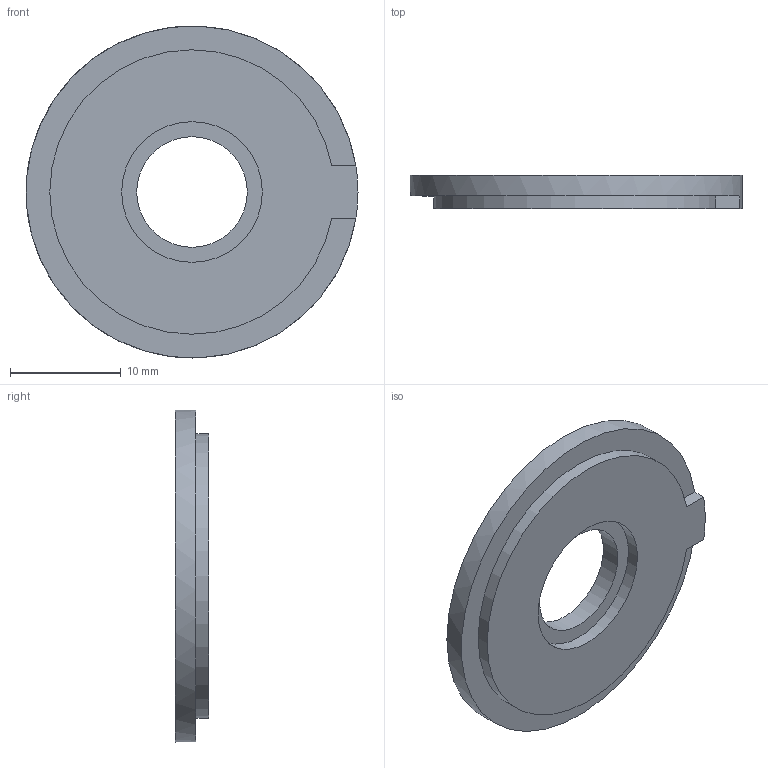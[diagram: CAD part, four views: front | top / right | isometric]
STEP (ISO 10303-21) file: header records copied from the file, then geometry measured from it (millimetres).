
FILE_DESCRIPTION(/* description */ (''),/* implementation_level */ '2;1');
FILE_NAME(/* name */ 'duoweisi-528332_programmer-bottom-cap.step',/* time_stamp */ '2024-06-01T16:15:32-07:00',/* author */ (''),/* organization */ (''),/* preprocessor_version */ 'ST-DEVELOPER v20',/* originating_system */ 'Autodesk Translation Framework v13.14.0.145',/* authorisation */ '');
FILE_SCHEMA (('AUTOMOTIVE_DESIGN { 1 0 10303 214 3 1 1 }'));
Length unit declared in the file: millimetre
Products named in the file (3): new-832-programmer; programmer; bottom-cap
Assembly tree (2 placements, depth 3):
  new-832-programmer
    programmer
      bottom-cap
Bounding box: 30 x 3 x 30 mm (x, y, z)
Volume: 1624.9 mm3; surface area: 1632.9 mm2
Topology: 1 solids, 1 shells, 10 faces, 21 edges, 14 vertices
Faces by surface type: plane 6, cylinder 4
Full cylindrical faces by diameter (mm): 10 x1, 12.7 x1, 30 x1
Entity records: 352 total; most frequent: DIRECTION 61, CARTESIAN_POINT 50, ORIENTED_EDGE 42, AXIS2_PLACEMENT_3D 25, EDGE_CURVE 21, VERTEX_POINT 14, EDGE_LOOP 13, LINE 11
